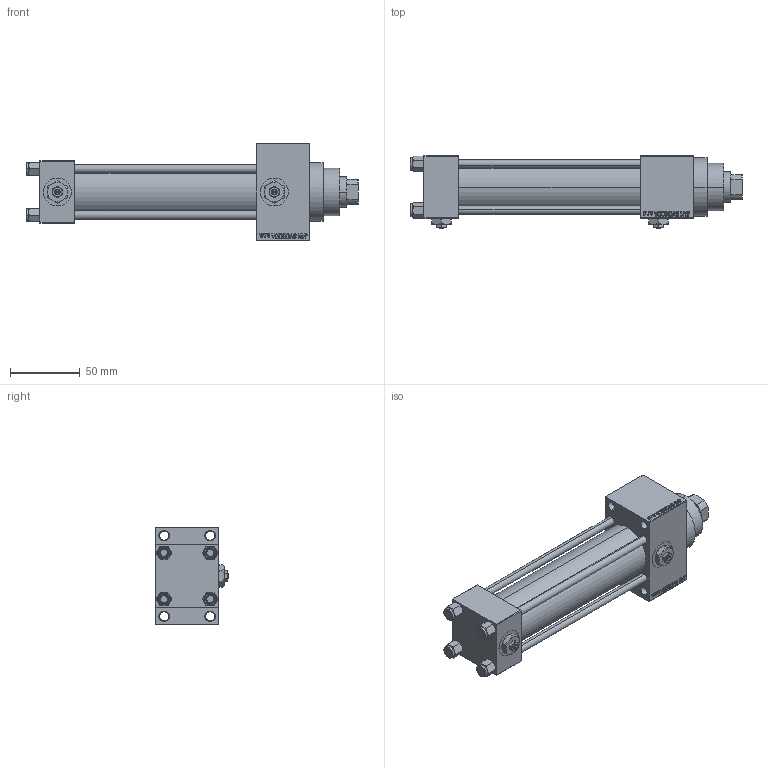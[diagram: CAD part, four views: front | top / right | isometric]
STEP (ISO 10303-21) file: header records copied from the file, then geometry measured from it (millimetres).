
FILE_DESCRIPTION (( 'STEP AP203' ), '1' );
FILE_NAME ('1d6a.STEP', '2022-04-16T12:43:29', ( '' ), ( '' ), 'SwSTEP 2.0', 'SolidWorks 2019', '' );
FILE_SCHEMA (( 'CONFIG_CONTROL_DESIGN' ));
Length unit declared in the file: millimetre
Products named in the file (7): V215CR_D_TYCINKA 8a7cd6ff59bdc32e8c359176b4426564; 1d6a; NUT_M5_D 8a7cd6ff59bdc32e8c359176b4426564; V215CR_VCP_D 8a7cd6ff59bdc32e8c359176b4426564; V215_VC_A 8a7cd6ff59bdc32e8c359176b4426564; Zatka_pro_OIL_PORT 8a7cd6ff59bdc32e8c359176b4426564; V215CR_D_Body 8a7cd6ff59bdc32e8c359176b4426564
Assembly tree (13 placements, depth 2):
  1d6a
    V215CR_D_Body 8a7cd6ff59bdc32e8c359176b4426564
    V215CR_VCP_D 8a7cd6ff59bdc32e8c359176b4426564
    NUT_M5_D 8a7cd6ff59bdc32e8c359176b4426564  x4
    V215CR_D_TYCINKA 8a7cd6ff59bdc32e8c359176b4426564  x4
    V215_VC_A 8a7cd6ff59bdc32e8c359176b4426564
    Zatka_pro_OIL_PORT 8a7cd6ff59bdc32e8c359176b4426564  x2
Bounding box: 238 x 52 x 70 mm (x, y, z)
Volume: 309095 mm3; surface area: 110265.9 mm2
Topology: 13 solids, 13 shells, 1204 faces, 2972 edges, 1911 vertices
Faces by surface type: plane 542, bspline 368, cone 186, cylinder 100, torus 8
Entity records: 49141 total; most frequent: CARTESIAN_POINT 25650, ORIENTED_EDGE 5244, DIRECTION 3436, EDGE_CURVE 2622, VERTEX_POINT 1709, VECTOR 1550, LINE 1550, EDGE_LOOP 1181
